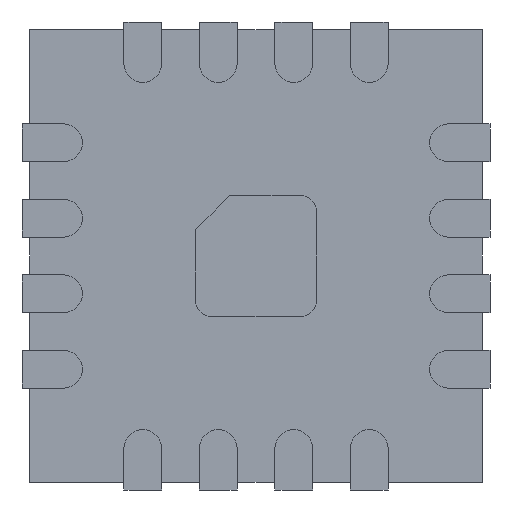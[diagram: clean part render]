
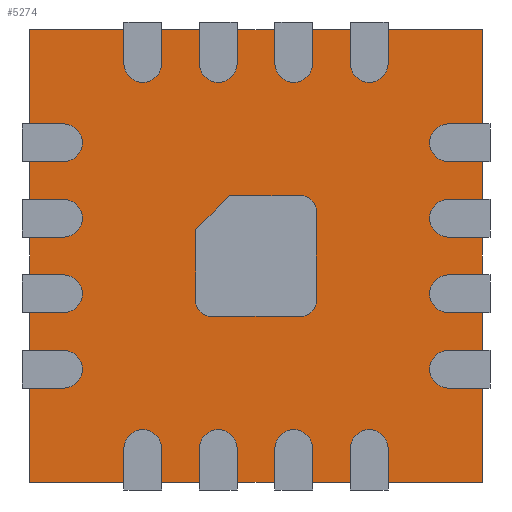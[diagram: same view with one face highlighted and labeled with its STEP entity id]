
A CAD part, front view. The second image highlights one B-rep face of the part: STEP entity #5274.
In plain terms, the highlighted planar face has unit normal (0, -1, 0).
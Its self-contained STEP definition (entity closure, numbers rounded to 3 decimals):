
#5048 = CARTESIAN_POINT ( 'NONE',  ( -1.5, 0.05, -1.5 ) ) ;
#5049 = VERTEX_POINT ( 'NONE', #5048 ) ;
#5050 = CARTESIAN_POINT ( 'NONE',  ( -1.5, 0.05, 1.5 ) ) ;
#5051 = VERTEX_POINT ( 'NONE', #5050 ) ;
#5052 = CARTESIAN_POINT ( 'NONE',  ( -1.5, 0.05, 1.5 ) ) ;
#5053 = DIRECTION ( 'NONE',  ( 0., 0., 1. ) ) ;
#5054 = VECTOR ( 'NONE', #5053, 1000. ) ;
#5055 = LINE ( 'NONE', #5052, #5054 ) ;
#5056 = EDGE_CURVE ( 'NONE', #5049, #5051, #5055, .T. ) ;
#5088 = CARTESIAN_POINT ( 'NONE',  ( 1.5, 0.05, 1.5 ) ) ;
#5089 = VERTEX_POINT ( 'NONE', #5088 ) ;
#5090 = CARTESIAN_POINT ( 'NONE',  ( 1.5, 0.05, 1.5 ) ) ;
#5091 = DIRECTION ( 'NONE',  ( 1., 0., 0. ) ) ;
#5092 = VECTOR ( 'NONE', #5091, 1000. ) ;
#5093 = LINE ( 'NONE', #5090, #5092 ) ;
#5094 = EDGE_CURVE ( 'NONE', #5051, #5089, #5093, .T. ) ;
#5119 = CARTESIAN_POINT ( 'NONE',  ( 1.5, 0.05, -1.5 ) ) ;
#5120 = VERTEX_POINT ( 'NONE', #5119 ) ;
#5121 = CARTESIAN_POINT ( 'NONE',  ( 1.5, 0.05, 1.5 ) ) ;
#5122 = DIRECTION ( 'NONE',  ( 0., 0., -1. ) ) ;
#5123 = VECTOR ( 'NONE', #5122, 1000. ) ;
#5124 = LINE ( 'NONE', #5121, #5123 ) ;
#5125 = EDGE_CURVE ( 'NONE', #5089, #5120, #5124, .T. ) ;
#5150 = CARTESIAN_POINT ( 'NONE',  ( 1.5, 0.05, -1.5 ) ) ;
#5151 = DIRECTION ( 'NONE',  ( -1., 0., 0. ) ) ;
#5152 = VECTOR ( 'NONE', #5151, 1000. ) ;
#5153 = LINE ( 'NONE', #5150, #5152 ) ;
#5154 = EDGE_CURVE ( 'NONE', #5120, #5049, #5153, .T. ) ;
#5194 = CARTESIAN_POINT ( 'NONE',  ( 0.4, 0.05, -0.3 ) ) ;
#5195 = VERTEX_POINT ( 'NONE', #5194 ) ;
#5196 = CARTESIAN_POINT ( 'NONE',  ( 0.4, 0.05, 0.3 ) ) ;
#5197 = VERTEX_POINT ( 'NONE', #5196 ) ;
#5198 = CARTESIAN_POINT ( 'NONE',  ( 0.4, 0.05, -0.4 ) ) ;
#5199 = DIRECTION ( 'NONE',  ( 0., 0., 1. ) ) ;
#5200 = VECTOR ( 'NONE', #5199, 1000. ) ;
#5201 = LINE ( 'NONE', #5198, #5200 ) ;
#5202 = EDGE_CURVE ( 'NONE', #5195, #5197, #5201, .T. ) ;
#5203 = ORIENTED_EDGE ( 'NONE', *, *, #5202, .F. ) ;
#5204 = CARTESIAN_POINT ( 'NONE',  ( 0.3, 0.05, -0.4 ) ) ;
#5205 = VERTEX_POINT ( 'NONE', #5204 ) ;
#5206 = CARTESIAN_POINT ( 'NONE',  ( 0.3, 0.05, -0.3 ) ) ;
#5207 = DIRECTION ( 'NONE',  ( 0., 1., 0. ) ) ;
#5208 = DIRECTION ( 'NONE',  ( 0., 0., -1. ) ) ;
#5209 = AXIS2_PLACEMENT_3D ( 'NONE', #5206, #5207, #5208 ) ;
#5210 = CIRCLE ( 'NONE', #5209, 0.1) ;
#5211 = EDGE_CURVE ( 'NONE', #5195, #5205, #5210, .T. ) ;
#5212 = ORIENTED_EDGE ( 'NONE', *, *, #5211, .T. ) ;
#5213 = CARTESIAN_POINT ( 'NONE',  ( -0.3, 0.05, -0.4 ) ) ;
#5214 = VERTEX_POINT ( 'NONE', #5213 ) ;
#5215 = CARTESIAN_POINT ( 'NONE',  ( -0.4, 0.05, -0.4 ) ) ;
#5216 = DIRECTION ( 'NONE',  ( 1., 0., 0. ) ) ;
#5217 = VECTOR ( 'NONE', #5216, 1000. ) ;
#5218 = LINE ( 'NONE', #5215, #5217 ) ;
#5219 = EDGE_CURVE ( 'NONE', #5214, #5205, #5218, .T. ) ;
#5220 = ORIENTED_EDGE ( 'NONE', *, *, #5219, .F. ) ;
#5221 = CARTESIAN_POINT ( 'NONE',  ( -0.4, 0.05, -0.3 ) ) ;
#5222 = VERTEX_POINT ( 'NONE', #5221 ) ;
#5223 = CARTESIAN_POINT ( 'NONE',  ( -0.3, 0.05, -0.3 ) ) ;
#5224 = DIRECTION ( 'NONE',  ( 0., 1., 0. ) ) ;
#5225 = DIRECTION ( 'NONE',  ( 0., 0., -1. ) ) ;
#5226 = AXIS2_PLACEMENT_3D ( 'NONE', #5223, #5224, #5225 ) ;
#5227 = CIRCLE ( 'NONE', #5226, 0.1) ;
#5228 = EDGE_CURVE ( 'NONE', #5214, #5222, #5227, .T. ) ;
#5229 = ORIENTED_EDGE ( 'NONE', *, *, #5228, .T. ) ;
#5230 = CARTESIAN_POINT ( 'NONE',  ( -0.4, 0.05, 0.175 ) ) ;
#5231 = VERTEX_POINT ( 'NONE', #5230 ) ;
#5232 = CARTESIAN_POINT ( 'NONE',  ( -0.4, 0.05, -0.4 ) ) ;
#5233 = DIRECTION ( 'NONE',  ( 0., 0., -1. ) ) ;
#5234 = VECTOR ( 'NONE', #5233, 1000. ) ;
#5235 = LINE ( 'NONE', #5232, #5234 ) ;
#5236 = EDGE_CURVE ( 'NONE', #5231, #5222, #5235, .T. ) ;
#5237 = ORIENTED_EDGE ( 'NONE', *, *, #5236, .F. ) ;
#5238 = CARTESIAN_POINT ( 'NONE',  ( -0.175, 0.05, 0.4 ) ) ;
#5239 = VERTEX_POINT ( 'NONE', #5238 ) ;
#5240 = CARTESIAN_POINT ( 'NONE',  ( -0.4, 0.05, 0.175 ) ) ;
#5241 = DIRECTION ( 'NONE',  ( 0.707, 0., 0.707 ) ) ;
#5242 = VECTOR ( 'NONE', #5241, 1000. ) ;
#5243 = LINE ( 'NONE', #5240, #5242 ) ;
#5244 = EDGE_CURVE ( 'NONE', #5231, #5239, #5243, .T. ) ;
#5245 = ORIENTED_EDGE ( 'NONE', *, *, #5244, .T. ) ;
#5246 = CARTESIAN_POINT ( 'NONE',  ( 0.3, 0.05, 0.4 ) ) ;
#5247 = VERTEX_POINT ( 'NONE', #5246 ) ;
#5248 = CARTESIAN_POINT ( 'NONE',  ( -0.4, 0.05, 0.4 ) ) ;
#5249 = DIRECTION ( 'NONE',  ( -1., 0., 0. ) ) ;
#5250 = VECTOR ( 'NONE', #5249, 1000. ) ;
#5251 = LINE ( 'NONE', #5248, #5250 ) ;
#5252 = EDGE_CURVE ( 'NONE', #5247, #5239, #5251, .T. ) ;
#5253 = ORIENTED_EDGE ( 'NONE', *, *, #5252, .F. ) ;
#5254 = CARTESIAN_POINT ( 'NONE',  ( 0.3, 0.05, 0.3 ) ) ;
#5255 = DIRECTION ( 'NONE',  ( 0., 1., 0. ) ) ;
#5256 = DIRECTION ( 'NONE',  ( 0., 0., -1. ) ) ;
#5257 = AXIS2_PLACEMENT_3D ( 'NONE', #5254, #5255, #5256 ) ;
#5258 = CIRCLE ( 'NONE', #5257, 0.1) ;
#5259 = EDGE_CURVE ( 'NONE', #5247, #5197, #5258, .T. ) ;
#5260 = ORIENTED_EDGE ( 'NONE', *, *, #5259, .T. ) ;
#5261 = EDGE_LOOP ( 'NONE', ( #5203, #5212, #5220, #5229, #5237, #5245, #5253, #5260 ) ) ;
#5262 = FACE_BOUND ( 'NONE', #5261, .T. ) ;
#5263 = ORIENTED_EDGE ( 'NONE', *, *, #5056, .F. ) ;
#5264 = ORIENTED_EDGE ( 'NONE', *, *, #5154, .F. ) ;
#5265 = ORIENTED_EDGE ( 'NONE', *, *, #5125, .F. ) ;
#5266 = ORIENTED_EDGE ( 'NONE', *, *, #5094, .F. ) ;
#5267 = EDGE_LOOP ( 'NONE', ( #5263, #5264, #5265, #5266 ) ) ;
#5268 = FACE_OUTER_BOUND ( 'NONE', #5267, .T. ) ;
#5269 = CARTESIAN_POINT ( 'NONE',  ( 0., 0.05, 0. ) ) ;
#5270 = DIRECTION ( 'NONE',  ( 0., 1., 0. ) ) ;
#5271 = DIRECTION ( 'NONE',  ( 0., 0., 1. ) ) ;
#5272 = AXIS2_PLACEMENT_3D ( 'NONE', #5269, #5270, #5271 ) ;
#5273 = PLANE ( 'NONE', #5272 ) ;
#5274 = ADVANCED_FACE ( 'NONE', ( #5262, #5268 ), #5273, .F. ) ;
